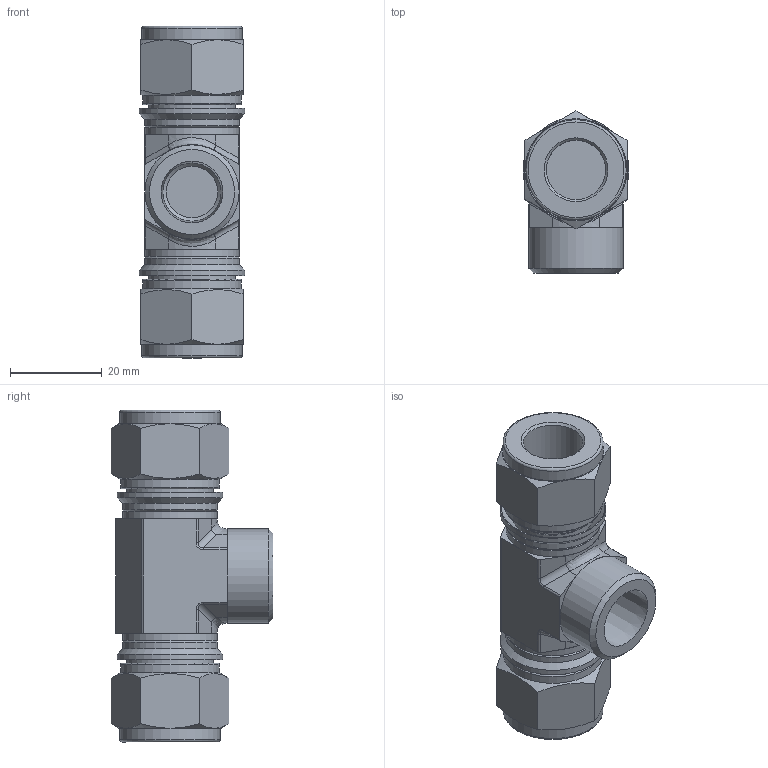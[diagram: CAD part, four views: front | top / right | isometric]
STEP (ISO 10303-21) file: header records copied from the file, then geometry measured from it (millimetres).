
FILE_DESCRIPTION(/* description */ (''),/* implementation_level */ '2;1');
FILE_NAME(/* name */ 'SFBTI-8-4N.stp',/* time_stamp */ '2022-04-28T08:26:07+09:00',/* author */ ('user'),/* organization */ (''),/* preprocessor_version */ 'ST-DEVELOPER v18.1',/* originating_system */ 'Autodesk Inventor 2022',/* authorisation */ '');
FILE_SCHEMA (('AUTOMOTIVE_DESIGN { 1 0 10303 214 3 1 1 }'));
Length unit declared in the file: millimetre
Products named in the file (1): SFBT-8-4N
Bounding box: 23 x 35.23 x 72.2 mm (x, y, z)
Volume: 23529.9 mm3; surface area: 10979.1 mm2
Topology: 1 solids, 1 shells, 137 faces, 303 edges, 190 vertices
Faces by surface type: plane 55, cylinder 43, cone 29, bspline 6, torus 4
Full cylindrical faces by diameter (mm): 2.16 x1, 2.88 x1, 11.2 x1, 12.9 x2, 17.2 x2, 17.7 x2, 18.9 x2, 20.5 x3, 20.6 x2, 21.5 x2, 21.8 x2, 23 x2
Entity records: 3918 total; most frequent: CARTESIAN_POINT 857, DIRECTION 659, ORIENTED_EDGE 606, EDGE_CURVE 303, AXIS2_PLACEMENT_3D 260, VERTEX_POINT 190, EDGE_LOOP 159, LINE 139
